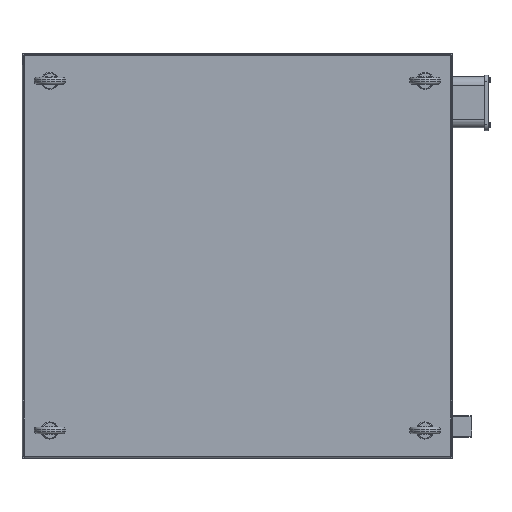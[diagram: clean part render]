
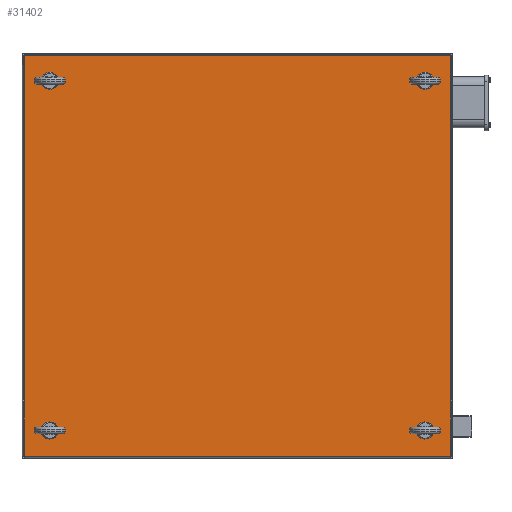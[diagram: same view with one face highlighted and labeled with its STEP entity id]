
A CAD part, top view. The second image highlights one B-rep face of the part: STEP entity #31402.
In plain terms, the highlighted planar face has unit normal (0, 0, 1).
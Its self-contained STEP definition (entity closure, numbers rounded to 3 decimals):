
#396=FACE_BOUND('',#8563,.T.);
#397=FACE_BOUND('',#8564,.T.);
#398=FACE_BOUND('',#8565,.T.);
#399=FACE_BOUND('',#8566,.T.);
#2012=LINE('',#48778,#3851);
#2016=LINE('',#48785,#3855);
#2019=LINE('',#48791,#3858);
#2021=LINE('',#48794,#3860);
#3851=VECTOR('',#37709,1.);
#3855=VECTOR('',#37715,1.);
#3858=VECTOR('',#37720,1.);
#3860=VECTOR('',#37724,1.);
#5697=PLANE('',#33390);
#6668=FACE_OUTER_BOUND('',#8562,.T.);
#8562=EDGE_LOOP('',(#21319,#21320,#21321,#21322));
#8563=EDGE_LOOP('',(#21323,#21324));
#8564=EDGE_LOOP('',(#21325,#21326));
#8565=EDGE_LOOP('',(#21327,#21328));
#8566=EDGE_LOOP('',(#21329,#21330));
#11206=CIRCLE('',#33391,20.);
#11207=CIRCLE('',#33392,20.);
#11208=CIRCLE('',#33393,20.);
#11209=CIRCLE('',#33394,20.);
#11210=CIRCLE('',#33395,20.);
#11211=CIRCLE('',#33396,20.);
#11212=CIRCLE('',#33397,20.);
#11213=CIRCLE('',#33398,20.);
#12992=VERTEX_POINT('',#48775);
#12993=VERTEX_POINT('',#48777);
#12995=VERTEX_POINT('',#48783);
#12997=VERTEX_POINT('',#48789);
#13023=VERTEX_POINT('',#48860);
#13024=VERTEX_POINT('',#48861);
#13025=VERTEX_POINT('',#48864);
#13026=VERTEX_POINT('',#48865);
#13027=VERTEX_POINT('',#48868);
#13028=VERTEX_POINT('',#48869);
#13029=VERTEX_POINT('',#48872);
#13030=VERTEX_POINT('',#48873);
#16240=EDGE_CURVE('',#12992,#12993,#2012,.T.);
#16244=EDGE_CURVE('',#12995,#12992,#2016,.T.);
#16247=EDGE_CURVE('',#12997,#12995,#2019,.T.);
#16249=EDGE_CURVE('',#12993,#12997,#2021,.T.);
#16282=EDGE_CURVE('',#13023,#13024,#11206,.T.);
#16283=EDGE_CURVE('',#13024,#13023,#11207,.T.);
#16284=EDGE_CURVE('',#13025,#13026,#11208,.T.);
#16285=EDGE_CURVE('',#13026,#13025,#11209,.T.);
#16286=EDGE_CURVE('',#13027,#13028,#11210,.T.);
#16287=EDGE_CURVE('',#13028,#13027,#11211,.T.);
#16288=EDGE_CURVE('',#13029,#13030,#11212,.T.);
#16289=EDGE_CURVE('',#13030,#13029,#11213,.T.);
#21319=ORIENTED_EDGE('',*,*,#16249,.F.);
#21320=ORIENTED_EDGE('',*,*,#16240,.F.);
#21321=ORIENTED_EDGE('',*,*,#16244,.F.);
#21322=ORIENTED_EDGE('',*,*,#16247,.F.);
#21323=ORIENTED_EDGE('',*,*,#16282,.T.);
#21324=ORIENTED_EDGE('',*,*,#16283,.T.);
#21325=ORIENTED_EDGE('',*,*,#16284,.T.);
#21326=ORIENTED_EDGE('',*,*,#16285,.T.);
#21327=ORIENTED_EDGE('',*,*,#16286,.T.);
#21328=ORIENTED_EDGE('',*,*,#16287,.T.);
#21329=ORIENTED_EDGE('',*,*,#16288,.T.);
#21330=ORIENTED_EDGE('',*,*,#16289,.T.);
#31402=ADVANCED_FACE('',(#6668,#396,#397,#398,#399),#5697,.T.);
#33390=AXIS2_PLACEMENT_3D('',#48859,#37784,#37785);
#33391=AXIS2_PLACEMENT_3D('',#48862,#37786,#37787);
#33392=AXIS2_PLACEMENT_3D('',#48863,#37788,#37789);
#33393=AXIS2_PLACEMENT_3D('',#48866,#37790,#37791);
#33394=AXIS2_PLACEMENT_3D('',#48867,#37792,#37793);
#33395=AXIS2_PLACEMENT_3D('',#48870,#37794,#37795);
#33396=AXIS2_PLACEMENT_3D('',#48871,#37796,#37797);
#33397=AXIS2_PLACEMENT_3D('',#48874,#37798,#37799);
#33398=AXIS2_PLACEMENT_3D('',#48875,#37800,#37801);
#37709=DIRECTION('',(-1.,0.,0.));
#37715=DIRECTION('',(0.,-1.,0.));
#37720=DIRECTION('',(1.,0.,0.));
#37724=DIRECTION('',(0.,1.,0.));
#37784=DIRECTION('center_axis',(0.,0.,1.));
#37785=DIRECTION('ref_axis',(1.,0.,0.));
#37786=DIRECTION('center_axis',(0.,0.,-1.));
#37787=DIRECTION('ref_axis',(1.,0.,0.));
#37788=DIRECTION('center_axis',(0.,0.,-1.));
#37789=DIRECTION('ref_axis',(1.,0.,0.));
#37790=DIRECTION('center_axis',(0.,0.,-1.));
#37791=DIRECTION('ref_axis',(1.,0.,0.));
#37792=DIRECTION('center_axis',(0.,0.,-1.));
#37793=DIRECTION('ref_axis',(1.,0.,0.));
#37794=DIRECTION('center_axis',(0.,0.,-1.));
#37795=DIRECTION('ref_axis',(1.,0.,0.));
#37796=DIRECTION('center_axis',(0.,0.,-1.));
#37797=DIRECTION('ref_axis',(1.,0.,0.));
#37798=DIRECTION('center_axis',(0.,0.,-1.));
#37799=DIRECTION('ref_axis',(1.,0.,0.));
#37800=DIRECTION('center_axis',(0.,0.,-1.));
#37801=DIRECTION('ref_axis',(1.,0.,0.));
#48775=CARTESIAN_POINT('',(4350.,-70.,58.));
#48777=CARTESIAN_POINT('',(3350.,-70.,58.));
#48778=CARTESIAN_POINT('',(4300.,-70.,58.));
#48783=CARTESIAN_POINT('',(4350.,870.,58.));
#48785=CARTESIAN_POINT('',(4350.,800.,58.));
#48789=CARTESIAN_POINT('',(3350.,870.,58.));
#48791=CARTESIAN_POINT('',(3400.,870.,58.));
#48794=CARTESIAN_POINT('',(3350.,0.,58.));
#48859=CARTESIAN_POINT('Origin',(3400.,0.,58.));
#48860=CARTESIAN_POINT('',(4310.,-10.,58.));
#48861=CARTESIAN_POINT('',(4270.,-10.,58.));
#48862=CARTESIAN_POINT('Origin',(4290.,-10.,58.));
#48863=CARTESIAN_POINT('Origin',(4290.,-10.,58.));
#48864=CARTESIAN_POINT('',(4310.,810.,58.));
#48865=CARTESIAN_POINT('',(4270.,810.,58.));
#48866=CARTESIAN_POINT('Origin',(4290.,810.,58.));
#48867=CARTESIAN_POINT('Origin',(4290.,810.,58.));
#48868=CARTESIAN_POINT('',(3430.,-10.,58.));
#48869=CARTESIAN_POINT('',(3390.,-10.,58.));
#48870=CARTESIAN_POINT('Origin',(3410.,-10.,58.));
#48871=CARTESIAN_POINT('Origin',(3410.,-10.,58.));
#48872=CARTESIAN_POINT('',(3430.,810.,58.));
#48873=CARTESIAN_POINT('',(3390.,810.,58.));
#48874=CARTESIAN_POINT('Origin',(3410.,810.,58.));
#48875=CARTESIAN_POINT('Origin',(3410.,810.,58.));
